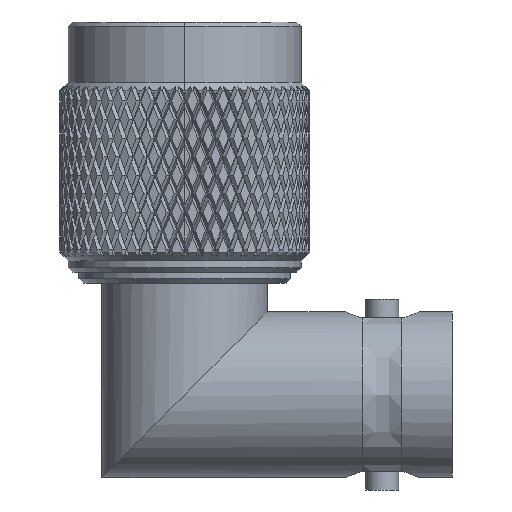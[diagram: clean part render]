
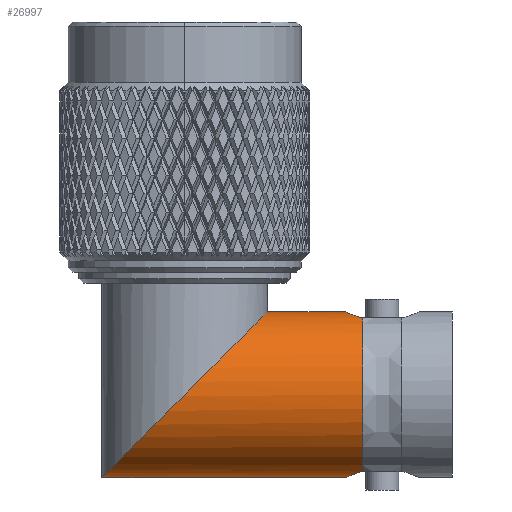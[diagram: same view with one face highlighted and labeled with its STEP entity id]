
A CAD part, front view. The second image highlights one B-rep face of the part: STEP entity #26997.
In plain terms, the highlighted cylindrical face has radius 4.801 mm (diameter 9.601 mm), a partial arc.
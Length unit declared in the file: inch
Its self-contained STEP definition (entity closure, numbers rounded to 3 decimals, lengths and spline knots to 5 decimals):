
#1808 = EDGE_CURVE ( 'NONE', #61298, #64089, #14792, .T. ) ;
#2536 = B_SPLINE_CURVE_WITH_KNOTS ( 'NONE', 3,
 ( #5052, #11982, #21055, #77858, #62305, #103914, #12716, #78560, #94522, #95583 ),
 .UNSPECIFIED., .F., .F.,
 ( 4, 2, 2, 2, 4 ),
 ( 0.00213, 0.00266, 0.0032, 0.00373, 0.00426 ),
 .UNSPECIFIED. ) ;
#3268 = CARTESIAN_POINT ( 'NONE',  ( 1.30873, 0., -0.189 ) ) ;
#4266 = VERTEX_POINT ( 'NONE', #106196 ) ;
#5052 = CARTESIAN_POINT ( 'NONE',  ( 1.86473, 0., -0.189 ) ) ;
#5345 =( BOUNDED_CURVE ( )  B_SPLINE_CURVE ( 3, ( #28242, #44514, #5821, #3268 ),
 .UNSPECIFIED., .F., .F. ) 
 B_SPLINE_CURVE_WITH_KNOTS ( ( 4, 4 ),
 ( 3.14159, 6.28319 ),
 .UNSPECIFIED. ) 
 CURVE ( )  GEOMETRIC_REPRESENTATION_ITEM ( )  RATIONAL_B_SPLINE_CURVE ( ( 1., 0.333, 0.333, 1. ) ) 
 REPRESENTATION_ITEM ( '' )  );
#5821 = CARTESIAN_POINT ( 'NONE',  ( 1.30873, -0.378, -0.189 ) ) ;
#5964 = EDGE_CURVE ( 'NONE', #14784, #4266, #43920, .T. ) ;
#7319 = CARTESIAN_POINT ( 'NONE',  ( 1.89674, -0.06634, 0.17702 ) ) ;
#7670 = CARTESIAN_POINT ( 'NONE',  ( 1.86473, 0., 0.189 ) ) ;
#11413 = CARTESIAN_POINT ( 'NONE',  ( 1.86473, 0., -0.189 ) ) ;
#11982 = CARTESIAN_POINT ( 'NONE',  ( 1.86473, -0.0071, -0.189 ) ) ;
#12716 = CARTESIAN_POINT ( 'NONE',  ( 1.88233, -0.05189, -0.18181 ) ) ;
#14784 = VERTEX_POINT ( 'NONE', #69984 ) ;
#14792 = LINE ( 'NONE', #33214, #82061 ) ;
#15201 = CARTESIAN_POINT ( 'NONE',  ( 2.10873, 0., 0. ) ) ;
#15775 = CARTESIAN_POINT ( 'NONE',  ( 1.30873, 0., -0.189 ) ) ;
#15926 = DIRECTION ( 'NONE',  ( -1., 0., 0. ) ) ;
#18094 = CARTESIAN_POINT ( 'NONE',  ( 1.90435, 0., 0. ) ) ;
#19726 = EDGE_CURVE ( 'NONE', #61298, #53758, #2536, .T. ) ;
#19911 = VERTEX_POINT ( 'NONE', #26679 ) ;
#20560 = CARTESIAN_POINT ( 'NONE',  ( 0., -0.07015, -0.1755 ) ) ;
#21055 = CARTESIAN_POINT ( 'NONE',  ( 1.86562, -0.01403, -0.1886 ) ) ;
#21790 = EDGE_CURVE ( 'NONE', #84421, #19911, #62498, .T. ) ;
#26679 = CARTESIAN_POINT ( 'NONE',  ( 1.90253, -0.07015, 0.1755 ) ) ;
#26997 = ADVANCED_FACE ( 'NONE', ( #60866 ), #64809, .T. ) ;
#28242 = CARTESIAN_POINT ( 'NONE',  ( 1.68673, 0., 0.189 ) ) ;
#29765 = ORIENTED_EDGE ( 'NONE', *, *, #44220, .T. ) ;
#30984 = EDGE_LOOP ( 'NONE', ( #100993, #91331, #29765, #32629, #78530, #96649, #38025, #45919 ) ) ;
#32629 = ORIENTED_EDGE ( 'NONE', *, *, #57634, .T. ) ;
#33214 = CARTESIAN_POINT ( 'NONE',  ( 2.10873, 0., -0.189 ) ) ;
#34340 = DIRECTION ( 'NONE',  ( 0., 0., 1. ) ) ;
#36839 = CARTESIAN_POINT ( 'NONE',  ( 1.90435, -0.07015, 0.1755 ) ) ;
#37124 = DIRECTION ( 'NONE',  ( 1., 0., 0. ) ) ;
#37890 = CARTESIAN_POINT ( 'NONE',  ( 1.90435, -0.07015, -0.1755 ) ) ;
#38025 = ORIENTED_EDGE ( 'NONE', *, *, #5964, .T. ) ;
#39381 = VERTEX_POINT ( 'NONE', #37890 ) ;
#39806 = CARTESIAN_POINT ( 'NONE',  ( 1.8691, -0.02762, 0.1871 ) ) ;
#40526 = CARTESIAN_POINT ( 'NONE',  ( 1.89156, -0.06192, 0.17865 ) ) ;
#42455 = CIRCLE ( 'NONE', #61691, 0.189 ) ;
#43920 = LINE ( 'NONE', #96170, #86739 ) ;
#44220 = EDGE_CURVE ( 'NONE', #53758, #39381, #49111, .T. ) ;
#44514 = CARTESIAN_POINT ( 'NONE',  ( 1.68673, -0.378, 0.189 ) ) ;
#45919 = ORIENTED_EDGE ( 'NONE', *, *, #74143, .T. ) ;
#47857 = CARTESIAN_POINT ( 'NONE',  ( 1.86473, -0.0071, 0.189 ) ) ;
#48341 = DIRECTION ( 'NONE',  ( -1., 0., 0. ) ) ;
#48595 = CARTESIAN_POINT ( 'NONE',  ( 1.87824, -0.0462, 0.18337 ) ) ;
#49111 = LINE ( 'NONE', #20560, #106019 ) ;
#53758 = VERTEX_POINT ( 'NONE', #68894 ) ;
#56579 = B_SPLINE_CURVE_WITH_KNOTS ( 'NONE', 3,
 ( #56921, #7319, #40526, #106820, #48595, #107158, #39806, #106119, #47857, #7670 ),
 .UNSPECIFIED., .F., .F.,
 ( 4, 2, 2, 2, 4 ),
 ( -0.00213, -0.0016, -0.00107, -0.00053, 0. ),
 .UNSPECIFIED. ) ;
#56921 = CARTESIAN_POINT ( 'NONE',  ( 1.90253, -0.07015, 0.1755 ) ) ;
#57634 = EDGE_CURVE ( 'NONE', #39381, #84421, #42455, .T. ) ;
#60178 = EDGE_CURVE ( 'NONE', #19911, #14784, #56579, .T. ) ;
#60866 = FACE_OUTER_BOUND ( 'NONE', #30984, .T. ) ;
#61298 = VERTEX_POINT ( 'NONE', #11413 ) ;
#61691 = AXIS2_PLACEMENT_3D ( 'NONE', #18094, #83913, #34340 ) ;
#62305 = CARTESIAN_POINT ( 'NONE',  ( 1.87167, -0.03413, -0.186 ) ) ;
#62498 = LINE ( 'NONE', #97583, #84476 ) ;
#64089 = VERTEX_POINT ( 'NONE', #15775 ) ;
#64809 = CYLINDRICAL_SURFACE ( 'NONE', #99589, 0.189 ) ;
#68894 = CARTESIAN_POINT ( 'NONE',  ( 1.90253, -0.07015, -0.1755 ) ) ;
#69984 = CARTESIAN_POINT ( 'NONE',  ( 1.86473, 0., 0.189 ) ) ;
#71212 = DIRECTION ( 'NONE',  ( -1., 0., 0. ) ) ;
#74143 = EDGE_CURVE ( 'NONE', #4266, #64089, #5345, .T. ) ;
#77858 = CARTESIAN_POINT ( 'NONE',  ( 1.86908, -0.02757, -0.1871 ) ) ;
#78530 = ORIENTED_EDGE ( 'NONE', *, *, #21790, .T. ) ;
#78560 = CARTESIAN_POINT ( 'NONE',  ( 1.89157, -0.06192, -0.17865 ) ) ;
#82061 = VECTOR ( 'NONE', #94366, 39.37008 ) ;
#83913 = DIRECTION ( 'NONE',  ( -1., 0., 0. ) ) ;
#84421 = VERTEX_POINT ( 'NONE', #36839 ) ;
#84476 = VECTOR ( 'NONE', #48341, 39.37008 ) ;
#86739 = VECTOR ( 'NONE', #71212, 39.37008 ) ;
#91331 = ORIENTED_EDGE ( 'NONE', *, *, #19726, .T. ) ;
#94366 = DIRECTION ( 'NONE',  ( -1., 0., 0. ) ) ;
#94522 = CARTESIAN_POINT ( 'NONE',  ( 1.89674, -0.06634, -0.17702 ) ) ;
#95583 = CARTESIAN_POINT ( 'NONE',  ( 1.90253, -0.07015, -0.1755 ) ) ;
#96170 = CARTESIAN_POINT ( 'NONE',  ( 2.10873, 0., 0.189 ) ) ;
#96649 = ORIENTED_EDGE ( 'NONE', *, *, #60178, .T. ) ;
#97583 = CARTESIAN_POINT ( 'NONE',  ( 0., -0.07015, 0.1755 ) ) ;
#97748 = DIRECTION ( 'NONE',  ( 0., 0., 1. ) ) ;
#99589 = AXIS2_PLACEMENT_3D ( 'NONE', #15201, #15926, #97748 ) ;
#100993 = ORIENTED_EDGE ( 'NONE', *, *, #1808, .F. ) ;
#103914 = CARTESIAN_POINT ( 'NONE',  ( 1.87825, -0.04621, -0.18337 ) ) ;
#106019 = VECTOR ( 'NONE', #37124, 39.37008 ) ;
#106119 = CARTESIAN_POINT ( 'NONE',  ( 1.86562, -0.01404, 0.1886 ) ) ;
#106196 = CARTESIAN_POINT ( 'NONE',  ( 1.68673, 0., 0.189 ) ) ;
#106820 = CARTESIAN_POINT ( 'NONE',  ( 1.88231, -0.05187, 0.18182 ) ) ;
#107158 = CARTESIAN_POINT ( 'NONE',  ( 1.87168, -0.03414, 0.18599 ) ) ;
